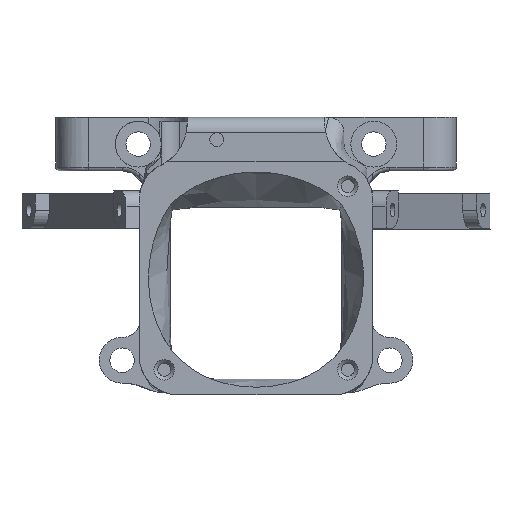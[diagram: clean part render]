
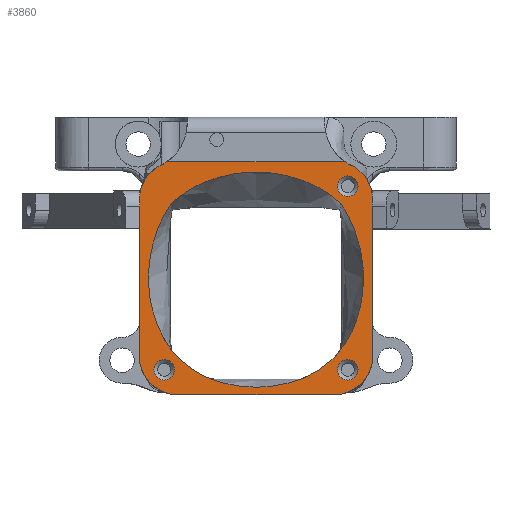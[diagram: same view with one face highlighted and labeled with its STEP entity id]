
A CAD part, front view. The second image highlights one B-rep face of the part: STEP entity #3860.
In plain terms, the highlighted planar face has unit normal (0, -1, 0).
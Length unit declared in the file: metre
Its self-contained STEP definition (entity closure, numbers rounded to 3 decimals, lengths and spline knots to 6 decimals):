
#122=PLANE('',#4178);
#177=B_SPLINE_CURVE_WITH_KNOTS('',3,(#5200,#5201,#5202,#5203,#5204,#5205,
#5206,#5207,#5208,#5209,#5210),.UNSPECIFIED.,.F.,.F.,(4,1,1,1,1,1,1,1,4),
(0.,0.003014,0.006028,0.009042,
0.012056,0.01507,0.018084,0.021098,
0.024112),.UNSPECIFIED.);
#191=B_SPLINE_CURVE_WITH_KNOTS('',3,(#5446,#5447,#5448,#5449,#5450,#5451,
#5452,#5453,#5454,#5455,#5456,#5457,#5458,#5459,#5460,#5461,#5462,#5463,
#5464,#5465,#5466,#5467,#5468,#5469,#5470),.UNSPECIFIED.,.F.,.F.,(4,1,1,
1,1,1,1,1,1,1,1,1,1,1,1,1,1,1,1,1,1,1,4),(0.,0.004104,0.008208,
0.012312,0.014364,0.016416,0.018468,
0.020521,0.024625,0.028729,0.032833,
0.036937,0.038989,0.041041,0.043093,
0.045145,0.047197,0.049249,0.053353,
0.055405,0.057457,0.061562,0.065666),
 .UNSPECIFIED.);
#373=LINE('',#5939,#627);
#377=LINE('',#5948,#631);
#479=LINE('',#7353,#733);
#546=LINE('',#8759,#800);
#547=LINE('',#8761,#801);
#590=LINE('',#9429,#844);
#627=VECTOR('',#4322,1.);
#631=VECTOR('',#4328,1.);
#733=VECTOR('',#4562,1.);
#800=VECTOR('',#4881,1.);
#801=VECTOR('',#4884,1.);
#844=VECTOR('',#5049,1.);
#1921=ORIENTED_EDGE('',*,*,#2503,.T.);
#1922=ORIENTED_EDGE('',*,*,#2504,.T.);
#1923=ORIENTED_EDGE('',*,*,#1973,.F.);
#1924=ORIENTED_EDGE('',*,*,#2007,.F.);
#1925=ORIENTED_EDGE('',*,*,#2505,.T.);
#1926=ORIENTED_EDGE('',*,*,#1965,.F.);
#1927=ORIENTED_EDGE('',*,*,#2506,.T.);
#1928=ORIENTED_EDGE('',*,*,#1957,.F.);
#1929=ORIENTED_EDGE('',*,*,#1993,.F.);
#1930=ORIENTED_EDGE('',*,*,#2431,.T.);
#1931=ORIENTED_EDGE('',*,*,#2067,.F.);
#1932=ORIENTED_EDGE('',*,*,#1985,.F.);
#1933=ORIENTED_EDGE('',*,*,#2283,.F.);
#1934=ORIENTED_EDGE('',*,*,#2000,.F.);
#1935=ORIENTED_EDGE('',*,*,#2071,.T.);
#1936=ORIENTED_EDGE('',*,*,#2430,.F.);
#1937=ORIENTED_EDGE('',*,*,#1978,.F.);
#1957=EDGE_CURVE('',#2513,#2514,#2898,.T.);
#1965=EDGE_CURVE('',#2521,#2522,#2901,.T.);
#1973=EDGE_CURVE('',#2528,#2530,#177,.T.);
#1978=EDGE_CURVE('',#2522,#2534,#2903,.T.);
#1985=EDGE_CURVE('',#2538,#2539,#2906,.T.);
#1993=EDGE_CURVE('',#2546,#2513,#2908,.T.);
#2000=EDGE_CURVE('',#2552,#2553,#2910,.T.);
#2007=EDGE_CURVE('',#2530,#2528,#191,.T.);
#2067=EDGE_CURVE('',#2539,#2612,#373,.F.);
#2071=EDGE_CURVE('',#2552,#2615,#377,.F.);
#2283=EDGE_CURVE('',#2553,#2538,#479,.F.);
#2430=EDGE_CURVE('',#2534,#2615,#546,.T.);
#2431=EDGE_CURVE('',#2546,#2612,#547,.T.);
#2503=EDGE_CURVE('',#2889,#2889,#3014,.T.);
#2504=EDGE_CURVE('',#2890,#2890,#3015,.T.);
#2505=EDGE_CURVE('',#2891,#2891,#3016,.T.);
#2506=EDGE_CURVE('',#2521,#2514,#590,.T.);
#2513=VERTEX_POINT('',#5085);
#2514=VERTEX_POINT('',#5086);
#2521=VERTEX_POINT('',#5104);
#2522=VERTEX_POINT('',#5106);
#2528=VERTEX_POINT('',#5198);
#2530=VERTEX_POINT('',#5211);
#2534=VERTEX_POINT('',#5230);
#2538=VERTEX_POINT('',#5246);
#2539=VERTEX_POINT('',#5247);
#2546=VERTEX_POINT('',#5271);
#2552=VERTEX_POINT('',#5295);
#2553=VERTEX_POINT('',#5296);
#2612=VERTEX_POINT('',#5940);
#2615=VERTEX_POINT('',#5947);
#2889=VERTEX_POINT('',#9424);
#2890=VERTEX_POINT('',#9426);
#2891=VERTEX_POINT('',#9428);
#2898=CIRCLE('',#3885,0.006);
#2901=CIRCLE('',#3889,0.006);
#2903=CIRCLE('',#3893,0.005);
#2906=CIRCLE('',#3898,0.005);
#2908=CIRCLE('',#3901,0.005);
#2910=CIRCLE('',#3905,0.005);
#3014=CIRCLE('',#4179,0.00135);
#3015=CIRCLE('',#4180,0.00135);
#3016=CIRCLE('',#4181,0.00135);
#3289=EDGE_LOOP('',(#1921));
#3290=EDGE_LOOP('',(#1922));
#3291=EDGE_LOOP('',(#1923,#1924));
#3292=EDGE_LOOP('',(#1925));
#3293=EDGE_LOOP('',(#1926,#1927,#1928,#1929,#1930,#1931,#1932,#1933,#1934,
#1935,#1936,#1937));
#3576=FACE_BOUND('',#3289,.T.);
#3577=FACE_BOUND('',#3290,.T.);
#3578=FACE_BOUND('',#3291,.T.);
#3579=FACE_BOUND('',#3292,.T.);
#3580=FACE_BOUND('',#3293,.T.);
#3860=ADVANCED_FACE('',(#3576,#3577,#3578,#3579,#3580),#122,.T.);
#3885=AXIS2_PLACEMENT_3D('',#5084,#4202,#4203);
#3889=AXIS2_PLACEMENT_3D('',#5105,#4214,#4215);
#3893=AXIS2_PLACEMENT_3D('',#5229,#4226,#4227);
#3898=AXIS2_PLACEMENT_3D('',#5245,#4239,#4240);
#3901=AXIS2_PLACEMENT_3D('',#5272,#4248,#4249);
#3905=AXIS2_PLACEMENT_3D('',#5294,#4257,#4258);
#4178=AXIS2_PLACEMENT_3D('',#9422,#5041,#5042);
#4179=AXIS2_PLACEMENT_3D('',#9423,#5043,#5044);
#4180=AXIS2_PLACEMENT_3D('',#9425,#5045,#5046);
#4181=AXIS2_PLACEMENT_3D('',#9427,#5047,#5048);
#4202=DIRECTION('',(0.,-1.,0.));
#4203=DIRECTION('',(-1.,0.,0.));
#4214=DIRECTION('',(0.,-1.,0.));
#4215=DIRECTION('',(1.,0.,0.));
#4226=DIRECTION('',(0.,1.,0.));
#4227=DIRECTION('',(1.,0.,0.));
#4239=DIRECTION('',(0.,1.,0.));
#4240=DIRECTION('',(-1.,0.,0.));
#4248=DIRECTION('',(0.,1.,0.));
#4249=DIRECTION('',(1.,0.,0.));
#4257=DIRECTION('',(0.,1.,0.));
#4258=DIRECTION('',(0.,0.,-1.));
#4322=DIRECTION('',(0.,0.,-1.));
#4328=DIRECTION('',(0.,0.,-1.));
#4562=DIRECTION('',(1.,0.,0.));
#4881=DIRECTION('',(0.012,0.,-1.));
#4884=DIRECTION('',(-0.013,0.,-1.));
#5041=DIRECTION('',(0.,-1.,0.));
#5042=DIRECTION('',(1.,0.,0.));
#5043=DIRECTION('',(0.,1.,0.));
#5044=DIRECTION('',(1.,0.,0.));
#5045=DIRECTION('',(0.,1.,0.));
#5046=DIRECTION('',(1.,0.,0.));
#5047=DIRECTION('',(0.,1.,0.));
#5048=DIRECTION('',(1.,0.,0.));
#5049=DIRECTION('',(-1.,0.,0.));
#5084=CARTESIAN_POINT('',(0.111699,0.1175,0.121275));
#5085=CARTESIAN_POINT('',(0.11429,0.1175,0.115863));
#5086=CARTESIAN_POINT('',(0.115059,0.1175,0.116303));
#5104=CARTESIAN_POINT('',(0.13834,0.1175,0.116303));
#5105=CARTESIAN_POINT('',(0.141699,0.1175,0.121275));
#5106=CARTESIAN_POINT('',(0.139109,0.1175,0.115863));
#5198=CARTESIAN_POINT('',(0.137755,0.1175,0.110835));
#5200=CARTESIAN_POINT('',(0.137755,0.1175,0.110835));
#5201=CARTESIAN_POINT('',(0.137031,0.1175,0.111553));
#5202=CARTESIAN_POINT('',(0.135416,0.1175,0.112752));
#5203=CARTESIAN_POINT('',(0.132633,0.1175,0.114022));
#5204=CARTESIAN_POINT('',(0.129727,0.1175,0.11478));
#5205=CARTESIAN_POINT('',(0.126688,0.1175,0.115049));
#5206=CARTESIAN_POINT('',(0.123694,0.1175,0.114784));
#5207=CARTESIAN_POINT('',(0.120747,0.1175,0.114014));
#5208=CARTESIAN_POINT('',(0.118019,0.1175,0.112767));
#5209=CARTESIAN_POINT('',(0.116367,0.1175,0.111552));
#5210=CARTESIAN_POINT('',(0.115644,0.1175,0.110835));
#5211=CARTESIAN_POINT('',(0.115644,0.1175,0.110835));
#5229=CARTESIAN_POINT('',(0.136949,0.1175,0.111353));
#5230=CARTESIAN_POINT('',(0.141893,0.1175,0.112103));
#5245=CARTESIAN_POINT('',(0.116449,0.1175,0.090853));
#5246=CARTESIAN_POINT('',(0.116449,0.1175,0.085853));
#5247=CARTESIAN_POINT('',(0.111449,0.1175,0.090853));
#5271=CARTESIAN_POINT('',(0.111506,0.1175,0.112103));
#5272=CARTESIAN_POINT('',(0.116449,0.1175,0.111353));
#5294=CARTESIAN_POINT('',(0.136949,0.1175,0.090853));
#5295=CARTESIAN_POINT('',(0.141949,0.1175,0.090853));
#5296=CARTESIAN_POINT('',(0.136949,0.1175,0.085853));
#5446=CARTESIAN_POINT('',(0.115644,0.1175,0.110835));
#5447=CARTESIAN_POINT('',(0.114803,0.1175,0.109733));
#5448=CARTESIAN_POINT('',(0.113598,0.1175,0.107242));
#5449=CARTESIAN_POINT('',(0.112626,0.1175,0.103259));
#5450=CARTESIAN_POINT('',(0.112596,0.1175,0.099788));
#5451=CARTESIAN_POINT('',(0.113077,0.1175,0.097119));
#5452=CARTESIAN_POINT('',(0.113678,0.1175,0.095144));
#5453=CARTESIAN_POINT('',(0.114523,0.1175,0.093264));
#5454=CARTESIAN_POINT('',(0.116068,0.1175,0.090986));
#5455=CARTESIAN_POINT('',(0.118672,0.1175,0.088682));
#5456=CARTESIAN_POINT('',(0.122566,0.1175,0.087164));
#5457=CARTESIAN_POINT('',(0.126649,0.1175,0.086653));
#5458=CARTESIAN_POINT('',(0.130093,0.1175,0.087075));
#5459=CARTESIAN_POINT('',(0.132684,0.1175,0.087875));
#5460=CARTESIAN_POINT('',(0.13456,0.1175,0.088795));
#5461=CARTESIAN_POINT('',(0.136216,0.1175,0.090003));
#5462=CARTESIAN_POINT('',(0.137674,0.1175,0.0915));
#5463=CARTESIAN_POINT('',(0.138835,0.1175,0.09319));
#5464=CARTESIAN_POINT('',(0.139988,0.1175,0.095722));
#5465=CARTESIAN_POINT('',(0.140631,0.1175,0.09838));
#5466=CARTESIAN_POINT('',(0.140803,0.1175,0.10115));
#5467=CARTESIAN_POINT('',(0.140612,0.1175,0.103871));
#5468=CARTESIAN_POINT('',(0.139807,0.1175,0.107242));
#5469=CARTESIAN_POINT('',(0.138597,0.1175,0.109732));
#5470=CARTESIAN_POINT('',(0.137755,0.1175,0.110835));
#5939=CARTESIAN_POINT('',(0.111449,0.1175,0.102977));
#5940=CARTESIAN_POINT('',(0.111449,0.1175,0.107628));
#5947=CARTESIAN_POINT('',(0.141949,0.1175,0.107478));
#5948=CARTESIAN_POINT('',(0.141949,0.1175,0.090853));
#7353=CARTESIAN_POINT('',(0.126701,0.1175,0.085853));
#8759=CARTESIAN_POINT('',(0.141921,0.1175,0.109791));
#8761=CARTESIAN_POINT('',(0.111478,0.1175,0.109866));
#9422=CARTESIAN_POINT('',(0.126701,0.1175,0.102977));
#9423=CARTESIAN_POINT('',(0.138699,0.1175,0.113103));
#9424=CARTESIAN_POINT('',(0.140049,0.1175,0.113103));
#9425=CARTESIAN_POINT('',(0.114699,0.1175,0.089103));
#9426=CARTESIAN_POINT('',(0.116049,0.1175,0.089103));
#9427=CARTESIAN_POINT('',(0.138699,0.1175,0.089103));
#9428=CARTESIAN_POINT('',(0.140049,0.1175,0.089103));
#9429=CARTESIAN_POINT('',(0.126699,0.1175,0.116303));
